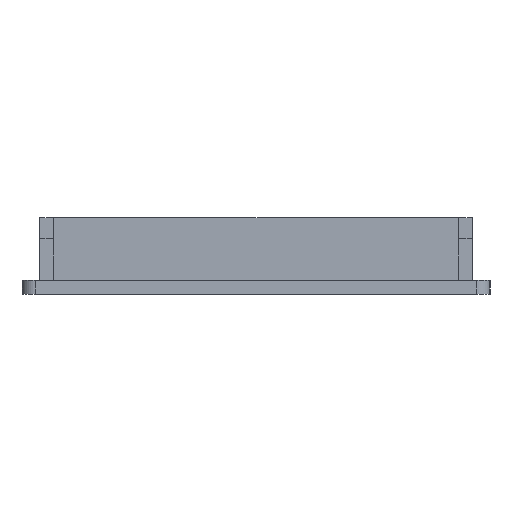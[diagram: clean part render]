
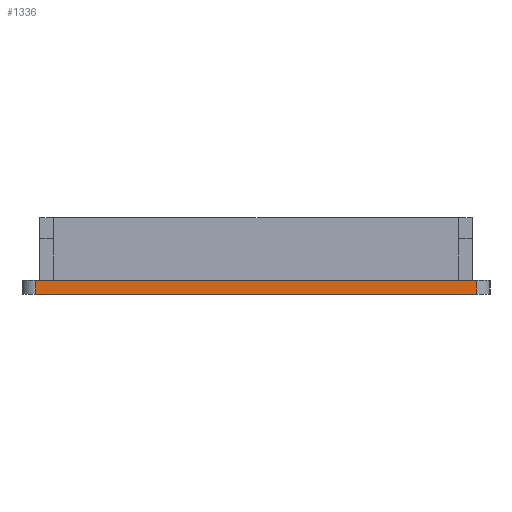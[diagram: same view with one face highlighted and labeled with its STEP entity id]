
A CAD part, left-side view. The second image highlights one B-rep face of the part: STEP entity #1336.
In plain terms, the highlighted planar face has unit normal (-1, 0, 0).
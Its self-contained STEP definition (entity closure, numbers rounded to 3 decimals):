
#100 = CARTESIAN_POINT ( 'NONE',  ( -97.5, 3.175, -50.225 ) ) ;
#169 = VERTEX_POINT ( 'NONE', #2262 ) ;
#209 = DIRECTION ( 'NONE',  ( 0., -1., 0. ) ) ;
#273 = CARTESIAN_POINT ( 'NONE',  ( -97.5, 0., 53.225 ) ) ;
#345 = CARTESIAN_POINT ( 'NONE',  ( -97.5, 3.175, 53.225 ) ) ;
#356 = CARTESIAN_POINT ( 'NONE',  ( -97.5, 3.175, 53.225 ) ) ;
#389 = ORIENTED_EDGE ( 'NONE', *, *, #4600, .T. ) ;
#612 = ORIENTED_EDGE ( 'NONE', *, *, #5614, .T. ) ;
#693 = DIRECTION ( 'NONE',  ( 0., 1., 0. ) ) ;
#695 = DIRECTION ( 'NONE',  ( 0., 0., 1. ) ) ;
#1042 = VECTOR ( 'NONE', #209, 1000. ) ;
#1124 = CARTESIAN_POINT ( 'NONE',  ( -97.5, 3.175, -50.225 ) ) ;
#1213 = DIRECTION ( 'NONE',  ( 0., 0., -1. ) ) ;
#1336 = ADVANCED_FACE ( 'NONE', ( #3633 ), #4664, .F. ) ;
#1530 = LINE ( 'NONE', #1942, #4183 ) ;
#1558 = AXIS2_PLACEMENT_3D ( 'NONE', #356, #5181, #1213 ) ;
#1797 = EDGE_CURVE ( 'NONE', #3182, #3617, #3184, .T. ) ;
#1836 = ORIENTED_EDGE ( 'NONE', *, *, #1797, .F. ) ;
#1942 = CARTESIAN_POINT ( 'NONE',  ( -97.5, 3.175, 50.225 ) ) ;
#2144 = EDGE_CURVE ( 'NONE', #169, #5416, #3120, .T. ) ;
#2262 = CARTESIAN_POINT ( 'NONE',  ( -97.5, 0., -50.225 ) ) ;
#2620 = CARTESIAN_POINT ( 'NONE',  ( -97.5, 0., 50.225 ) ) ;
#3051 = ORIENTED_EDGE ( 'NONE', *, *, #2144, .T. ) ;
#3062 = VECTOR ( 'NONE', #4271, 1000. ) ;
#3120 = LINE ( 'NONE', #273, #4746 ) ;
#3182 = VERTEX_POINT ( 'NONE', #100 ) ;
#3184 = LINE ( 'NONE', #345, #3062 ) ;
#3208 = EDGE_LOOP ( 'NONE', ( #3051, #389, #1836, #612 ) ) ;
#3515 = CARTESIAN_POINT ( 'NONE',  ( -97.5, 3.175, 50.225 ) ) ;
#3617 = VERTEX_POINT ( 'NONE', #3515 ) ;
#3633 = FACE_OUTER_BOUND ( 'NONE', #3208, .T. ) ;
#4183 = VECTOR ( 'NONE', #693, 1000. ) ;
#4271 = DIRECTION ( 'NONE',  ( 0., 0., 1. ) ) ;
#4381 = LINE ( 'NONE', #1124, #1042 ) ;
#4600 = EDGE_CURVE ( 'NONE', #5416, #3617, #1530, .T. ) ;
#4664 = PLANE ( 'NONE',  #1558 ) ;
#4746 = VECTOR ( 'NONE', #695, 1000. ) ;
#5181 = DIRECTION ( 'NONE',  ( 1., 0., 0. ) ) ;
#5416 = VERTEX_POINT ( 'NONE', #2620 ) ;
#5614 = EDGE_CURVE ( 'NONE', #3182, #169, #4381, .T. ) ;
